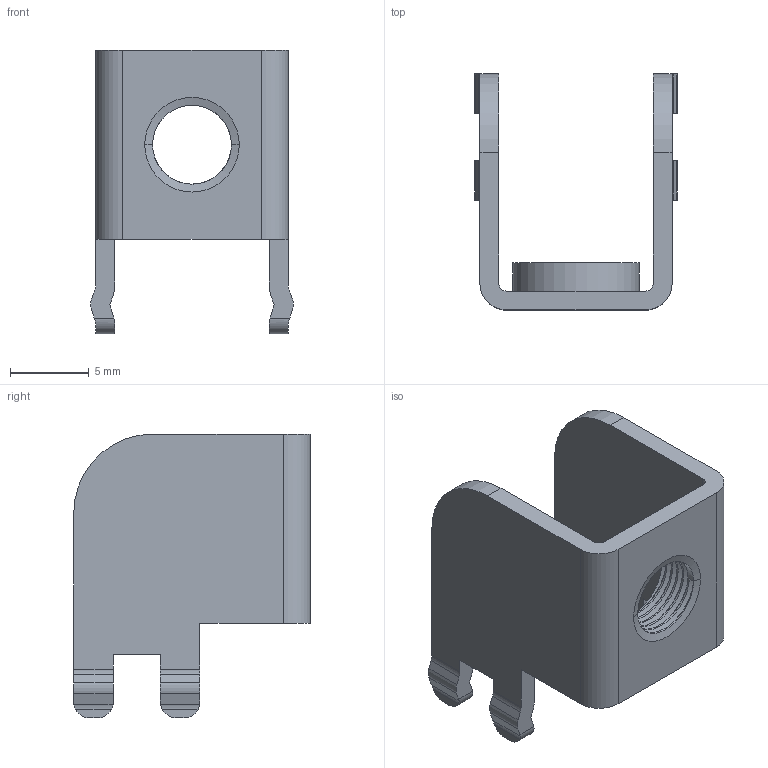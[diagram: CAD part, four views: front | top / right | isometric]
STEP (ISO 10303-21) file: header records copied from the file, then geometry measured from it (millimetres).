
FILE_DESCRIPTION (( 'STEP AP214' ), '1' );
FILE_NAME ('CONN-TH_TR54130180-1500.STEP', '2024-03-24T03:43:39', ( '' ), ( '' ), 'SwSTEP 2.0', 'SolidWorks 2020', '' );
FILE_SCHEMA (( 'AUTOMOTIVE_DESIGN' ));
Length unit declared in the file: millimetre
Products named in the file (1): CONN-TH_TR54130180-1500
Bounding box: 12.87 x 15 x 18 mm (x, y, z)
Volume: 658 mm3; surface area: 1294.9 mm2
Topology: 1 solids, 1 shells, 325 faces, 904 edges, 601 vertices
Faces by surface type: plane 174, bspline 101, cylinder 48, cone 2
Entity records: 16140 total; most frequent: CARTESIAN_POINT 4951, ORIENTED_EDGE 1808, DIRECTION 1172, EDGE_CURVE 904, VERTEX_POINT 601, LINE 584, VECTOR 584, EDGE_LOOP 347
